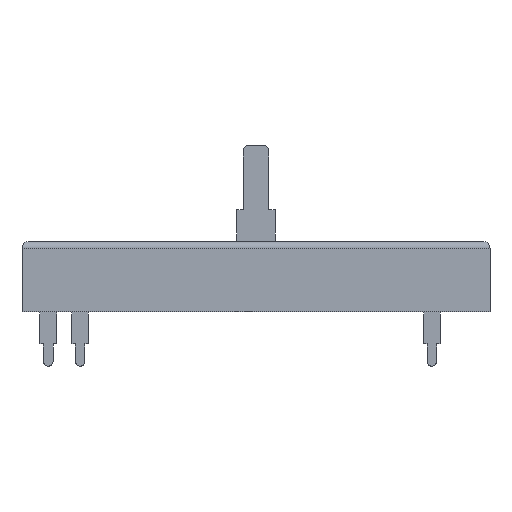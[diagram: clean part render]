
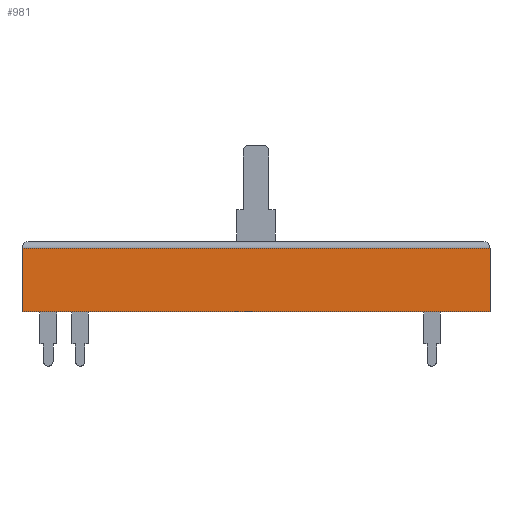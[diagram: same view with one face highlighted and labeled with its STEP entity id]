
A CAD part, front view. The second image highlights one B-rep face of the part: STEP entity #981.
In plain terms, the highlighted planar face has unit normal (0, -1, 0).
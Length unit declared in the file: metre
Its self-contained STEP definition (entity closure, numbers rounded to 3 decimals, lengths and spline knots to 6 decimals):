
#43=ORIENTED_EDGE('',*,*,#319,.T.);
#44=ORIENTED_EDGE('',*,*,#320,.T.);
#45=ORIENTED_EDGE('',*,*,#321,.F.);
#46=ORIENTED_EDGE('',*,*,#322,.F.);
#319=EDGE_CURVE('',#457,#458,#549,.T.);
#320=EDGE_CURVE('',#458,#459,#550,.T.);
#321=EDGE_CURVE('',#460,#459,#551,.T.);
#322=EDGE_CURVE('',#457,#460,#552,.T.);
#457=VERTEX_POINT('',#1466);
#458=VERTEX_POINT('',#1467);
#459=VERTEX_POINT('',#1469);
#460=VERTEX_POINT('',#1471);
#549=LINE('',#1465,#673);
#550=LINE('',#1468,#674);
#551=LINE('',#1470,#675);
#552=LINE('',#1472,#676);
#673=VECTOR('',#1183,1.);
#674=VECTOR('',#1184,1.);
#675=VECTOR('',#1185,1.);
#676=VECTOR('',#1186,1.);
#797=EDGE_LOOP('',(#43,#44,#45,#46));
#863=FACE_BOUND('',#797,.T.);
#929=PLANE('',#1100);
#981=ADVANCED_FACE('',(#863),#929,.F.);
#1100=AXIS2_PLACEMENT_3D('',#1464,#1181,#1182);
#1181=DIRECTION('',(0.,1.,0.));
#1182=DIRECTION('',(-1.,0.,0.));
#1183=DIRECTION('',(0.,0.,1.));
#1184=DIRECTION('',(-1.,0.,0.));
#1185=DIRECTION('',(0.,0.,1.));
#1186=DIRECTION('',(-1.,0.,0.));
#1464=CARTESIAN_POINT('',(0.,-0.00625,-0.006));
#1465=CARTESIAN_POINT('',(0.0366,-0.00625,-0.006));
#1466=CARTESIAN_POINT('',(0.0366,-0.00625,-0.006));
#1467=CARTESIAN_POINT('',(0.0366,-0.00625,0.004));
#1468=CARTESIAN_POINT('',(-0.0366,-0.00625,0.004));
#1469=CARTESIAN_POINT('',(-0.0366,-0.00625,0.004));
#1470=CARTESIAN_POINT('',(-0.0366,-0.00625,-0.006));
#1471=CARTESIAN_POINT('',(-0.0366,-0.00625,-0.006));
#1472=CARTESIAN_POINT('',(0.,-0.00625,-0.006));
